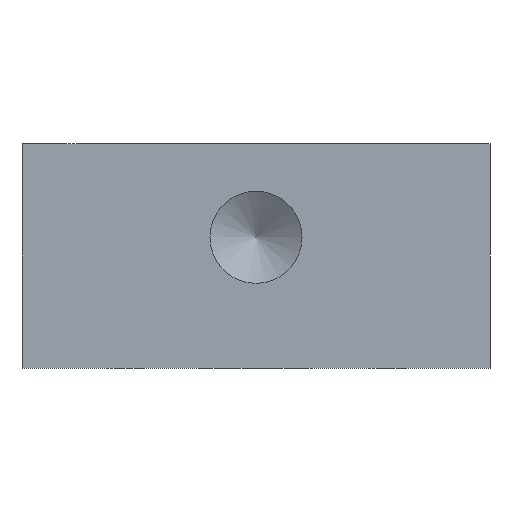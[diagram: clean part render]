
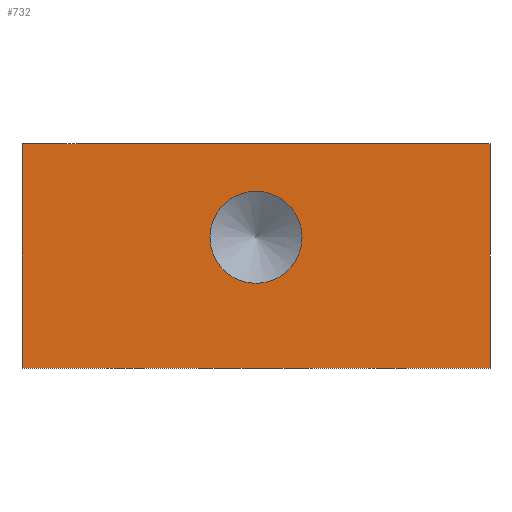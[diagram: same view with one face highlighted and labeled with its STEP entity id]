
A CAD part, front view. The second image highlights one B-rep face of the part: STEP entity #732.
In plain terms, the highlighted planar face has unit normal (0, -1, 0).
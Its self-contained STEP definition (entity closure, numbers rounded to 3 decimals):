
#23=FACE_BOUND('',#127,.T.);
#45=PLANE('',#819);
#83=FACE_OUTER_BOUND('',#126,.T.);
#126=EDGE_LOOP('',(#669,#670,#671,#672));
#127=EDGE_LOOP('',(#673));
#143=LINE('',#1069,#215);
#201=LINE('',#1238,#273);
#203=LINE('',#1242,#275);
#204=LINE('',#1244,#276);
#215=VECTOR('',#847,10.);
#273=VECTOR('',#1019,10.);
#275=VECTOR('',#1023,10.);
#276=VECTOR('',#1026,10.);
#288=CIRCLE('',#776,2.459);
#318=VERTEX_POINT('',#1066);
#319=VERTEX_POINT('',#1068);
#341=VERTEX_POINT('',#1125);
#373=VERTEX_POINT('',#1236);
#374=VERTEX_POINT('',#1240);
#389=EDGE_CURVE('',#318,#319,#143,.T.);
#417=EDGE_CURVE('',#341,#341,#288,.T.);
#473=EDGE_CURVE('',#373,#318,#201,.T.);
#475=EDGE_CURVE('',#374,#319,#203,.T.);
#476=EDGE_CURVE('',#373,#374,#204,.T.);
#669=ORIENTED_EDGE('',*,*,#476,.T.);
#670=ORIENTED_EDGE('',*,*,#475,.T.);
#671=ORIENTED_EDGE('',*,*,#389,.F.);
#672=ORIENTED_EDGE('',*,*,#473,.F.);
#673=ORIENTED_EDGE('',*,*,#417,.T.);
#732=ADVANCED_FACE('',(#83,#23),#45,.T.);
#776=AXIS2_PLACEMENT_3D('',#1126,#897,#898);
#819=AXIS2_PLACEMENT_3D('',#1243,#1024,#1025);
#847=DIRECTION('',(1.,0.,0.));
#897=DIRECTION('center_axis',(0.,1.,0.));
#898=DIRECTION('ref_axis',(1.,0.,0.));
#1019=DIRECTION('',(0.,0.,1.));
#1023=DIRECTION('',(0.,0.,1.));
#1024=DIRECTION('center_axis',(0.,-1.,0.));
#1025=DIRECTION('ref_axis',(1.,0.,0.));
#1026=DIRECTION('',(1.,0.,0.));
#1066=CARTESIAN_POINT('',(-12.5,-21.75,12.));
#1068=CARTESIAN_POINT('',(12.5,-21.75,12.));
#1069=CARTESIAN_POINT('',(-12.5,-21.75,12.));
#1125=CARTESIAN_POINT('',(-2.459,-21.75,7.));
#1126=CARTESIAN_POINT('Origin',(0.,-21.75,7.));
#1236=CARTESIAN_POINT('',(-12.5,-21.75,0.));
#1238=CARTESIAN_POINT('',(-12.5,-21.75,0.));
#1240=CARTESIAN_POINT('',(12.5,-21.75,0.));
#1242=CARTESIAN_POINT('',(12.5,-21.75,0.));
#1243=CARTESIAN_POINT('Origin',(-12.5,-21.75,0.));
#1244=CARTESIAN_POINT('',(-12.5,-21.75,0.));
